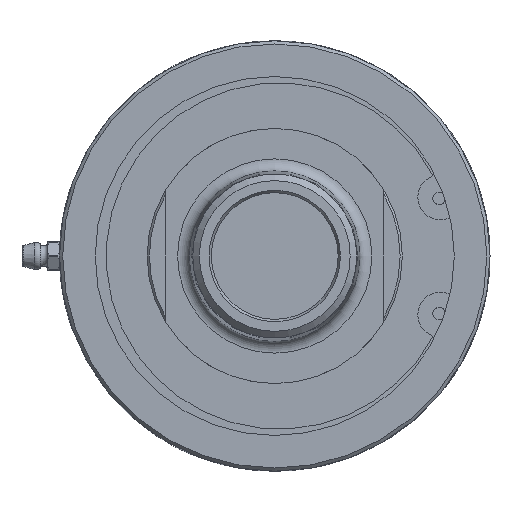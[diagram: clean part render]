
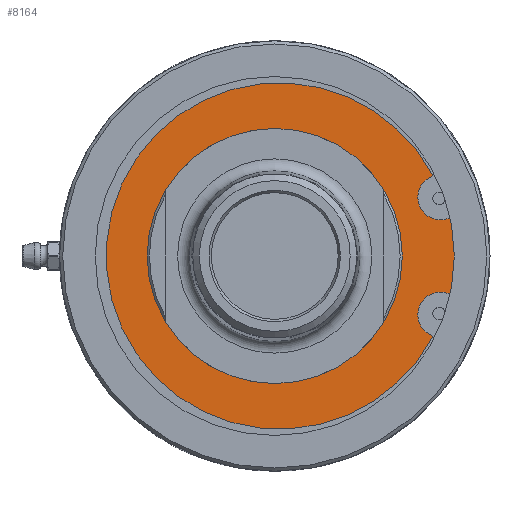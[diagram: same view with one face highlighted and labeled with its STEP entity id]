
A CAD part, left-side view. The second image highlights one B-rep face of the part: STEP entity #8164.
In plain terms, the highlighted planar face has unit normal (-1, 0, 0).
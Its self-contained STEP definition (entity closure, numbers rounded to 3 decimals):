
#436=PLANE('',#8794);
#487=FACE_BOUND('',#1820,.T.);
#1319=FACE_OUTER_BOUND('',#1819,.T.);
#1819=EDGE_LOOP('',(#7274,#7275,#7276,#7277,#7278,#7279));
#1820=EDGE_LOOP('',(#7280,#7281));
#2013=CIRCLE('',#8455,28.125);
#2014=CIRCLE('',#8456,28.125);
#2017=CIRCLE('',#8469,5.682);
#2023=CIRCLE('',#8480,5.682);
#2025=CIRCLE('',#8483,43.437);
#2197=CIRCLE('',#8795,48.6);
#2310=LINE('',#12341,#2710);
#2316=LINE('',#12366,#2716);
#2710=VECTOR('',#9407,10.);
#2716=VECTOR('',#9427,10.);
#3293=VERTEX_POINT('',#12277);
#3294=VERTEX_POINT('',#12278);
#3310=VERTEX_POINT('',#12328);
#3311=VERTEX_POINT('',#12330);
#3314=VERTEX_POINT('',#12339);
#3322=VERTEX_POINT('',#12363);
#3323=VERTEX_POINT('',#12365);
#3325=VERTEX_POINT('',#12371);
#4166=EDGE_CURVE('',#3293,#3294,#2013,.T.);
#4167=EDGE_CURVE('',#3294,#3293,#2014,.T.);
#4191=EDGE_CURVE('',#3311,#3310,#2017,.T.);
#4195=EDGE_CURVE('',#3310,#3314,#2310,.T.);
#4206=EDGE_CURVE('',#3323,#3322,#2316,.T.);
#4210=EDGE_CURVE('',#3322,#3325,#2023,.T.);
#4212=EDGE_CURVE('',#3325,#3311,#2025,.T.);
#4977=EDGE_CURVE('',#3314,#3323,#2197,.T.);
#7274=ORIENTED_EDGE('',*,*,#4195,.T.);
#7275=ORIENTED_EDGE('',*,*,#4977,.T.);
#7276=ORIENTED_EDGE('',*,*,#4206,.T.);
#7277=ORIENTED_EDGE('',*,*,#4210,.T.);
#7278=ORIENTED_EDGE('',*,*,#4212,.T.);
#7279=ORIENTED_EDGE('',*,*,#4191,.T.);
#7280=ORIENTED_EDGE('',*,*,#4166,.T.);
#7281=ORIENTED_EDGE('',*,*,#4167,.T.);
#8164=ADVANCED_FACE('',(#1319,#487),#436,.F.);
#8455=AXIS2_PLACEMENT_3D('',#12279,#9352,#9353);
#8456=AXIS2_PLACEMENT_3D('',#12280,#9354,#9355);
#8469=AXIS2_PLACEMENT_3D('',#12331,#9401,#9402);
#8480=AXIS2_PLACEMENT_3D('',#12373,#9434,#9435);
#8483=AXIS2_PLACEMENT_3D('',#12376,#9440,#9441);
#8794=AXIS2_PLACEMENT_3D('',#20741,#10357,#10358);
#8795=AXIS2_PLACEMENT_3D('',#20742,#10359,#10360);
#9352=DIRECTION('center_axis',(1.,0.,0.));
#9353=DIRECTION('ref_axis',(0.,-1.,0.));
#9354=DIRECTION('center_axis',(1.,0.,0.));
#9355=DIRECTION('ref_axis',(0.,-1.,0.));
#9401=DIRECTION('center_axis',(1.,0.,0.));
#9402=DIRECTION('ref_axis',(0.,-0.335,0.942));
#9407=DIRECTION('',(0.,-0.96,-0.281));
#9427=DIRECTION('',(0.,0.96,-0.281));
#9434=DIRECTION('center_axis',(1.,0.,0.));
#9435=DIRECTION('ref_axis',(0.,0.335,0.942));
#9440=DIRECTION('center_axis',(-1.,0.,0.));
#9441=DIRECTION('ref_axis',(0.,1.,0.));
#10357=DIRECTION('center_axis',(1.,0.,0.));
#10358=DIRECTION('ref_axis',(0.,0.,-1.));
#10359=DIRECTION('center_axis',(-1.,0.,0.));
#10360=DIRECTION('ref_axis',(0.,1.,0.));
#12277=CARTESIAN_POINT('',(8.32,-28.125,0.));
#12278=CARTESIAN_POINT('',(8.32,28.125,0.));
#12279=CARTESIAN_POINT('Origin',(8.32,0.,
0.));
#12280=CARTESIAN_POINT('Origin',(8.32,0.,
0.));
#12328=CARTESIAN_POINT('',(8.32,-43.482,-9.368));
#12330=CARTESIAN_POINT('',(8.32,-39.674,-20.075));
#12331=CARTESIAN_POINT('Origin',(8.32,-41.578,-14.722));
#12339=CARTESIAN_POINT('',(8.32,-47.446,-10.529));
#12341=CARTESIAN_POINT('',(8.32,-7.229,1.246));
#12363=CARTESIAN_POINT('',(8.32,-43.482,9.368));
#12365=CARTESIAN_POINT('',(8.32,-47.446,10.529));
#12366=CARTESIAN_POINT('',(8.32,-5.247,-1.826));
#12371=CARTESIAN_POINT('',(8.32,-39.674,20.075));
#12373=CARTESIAN_POINT('Origin',(8.32,-41.578,14.722));
#12376=CARTESIAN_POINT('Origin',(8.32,-1.155,0.));
#20741=CARTESIAN_POINT('Origin',(8.32,36.8,0.));
#20742=CARTESIAN_POINT('Origin',(8.32,0.,0.));
